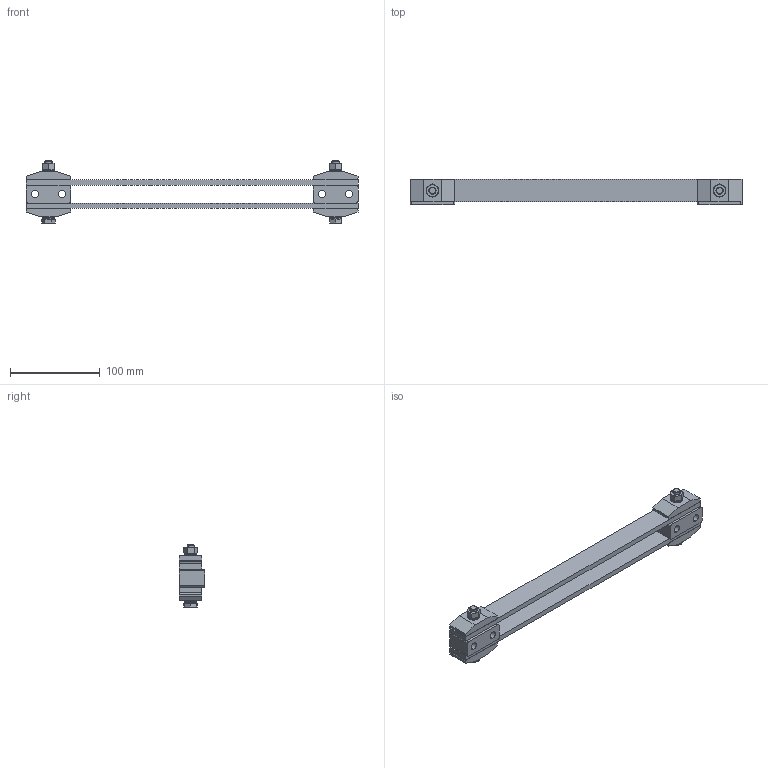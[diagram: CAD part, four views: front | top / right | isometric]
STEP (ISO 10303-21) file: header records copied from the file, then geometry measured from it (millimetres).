
FILE_DESCRIPTION (( 'STEP AP214' ), '1' );
FILE_NAME ('Blattfederkombination DF # 83315968.STEP', '2022-05-23T12:51:03', ( '' ), ( '' ), 'SwSTEP 2.0', 'SolidWorks 2015', '' );
FILE_SCHEMA (( 'AUTOMOTIVE_DESIGN' ));
Length unit declared in the file: millimetre
Products named in the file (1): Blattfederkombination DF # 83315968
Bounding box: 370 x 28 x 70.3 mm (x, y, z)
Volume: 203206.9 mm3; surface area: 82981 mm2
Topology: 16 solids, 16 shells, 694 faces, 1780 edges, 1120 vertices
Faces by surface type: plane 558, cylinder 84, cone 48, torus 4
Entity records: 21049 total; most frequent: CARTESIAN_POINT 4435, ORIENTED_EDGE 3560, DIRECTION 3166, EDGE_CURVE 1780, LINE 1352, VECTOR 1352, VERTEX_POINT 1120, AXIS2_PLACEMENT_3D 907
